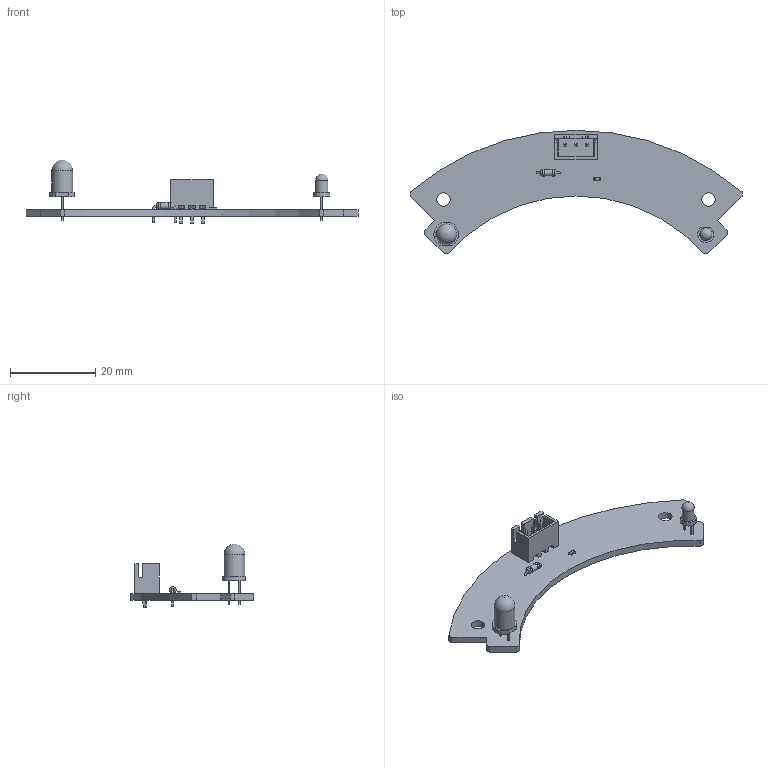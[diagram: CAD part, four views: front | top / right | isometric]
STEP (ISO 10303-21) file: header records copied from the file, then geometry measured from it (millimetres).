
FILE_DESCRIPTION(('KiCad electronic assembly'),'2;1');
FILE_NAME('Catch.step','2024-07-22T03:42:13',('Pcbnew'),('Kicad'), 'Open CASCADE STEP processor 7.7','KiCad to STEP converter','Unknown' );
FILE_SCHEMA(('AUTOMOTIVE_DESIGN { 1 0 10303 214 1 1 1 1 }'));
Length unit declared in the file: millimetre
Products named in the file (12): Catch 1; LED_D3.0mm_Clear; R_0603_1608Metric; R_Axial_DIN0204_L3.6mm_D1.6mm_P5.08mm_Horizontal; R_Axial_DIN0204_L36mm_D16mm_P508mm_Horizontal; LED_D5.0mm; JST_XH_B3B-XH-A_1x03_P2.50mm_Vertical; JST_B3B_XH_A; Catch_PCB
Assembly tree (11 placements, depth 3):
  Catch 1
    LED_D3.0mm_Clear
      LED_D3.0mm_Clear
    R_0603_1608Metric
      R_0603_1608Metric
    R_Axial_DIN0204_L3.6mm_D1.6mm_P5.08mm_Horizontal
      R_Axial_DIN0204_L36mm_D16mm_P508mm_Horizontal
    LED_D5.0mm
      LED_D5.0mm
    JST_XH_B3B-XH-A_1x03_P2.50mm_Vertical
      JST_B3B_XH_A
    Catch_PCB
Bounding box: 78 x 28.93 x 15 mm (x, y, z)
Volume: 2340.1 mm3; surface area: 3590.6 mm2
Topology: 6 solids, 6 shells, 208 faces, 518 edges, 336 vertices
Faces by surface type: plane 177, cylinder 25, torus 4, sphere 2
Full cylindrical faces by diameter (mm): 0.5 x2, 1.44 x1, 1.6 x2, 2.9 x1, 3.2 x2, 4.9 x1
Entity records: 7819 total; most frequent: CARTESIAN_POINT 1272, ORIENTED_EDGE 1032, DIRECTION 1012, EDGE_CURVE 516, LINE 456, VECTOR 456, VERTEX_POINT 336, AXIS2_PLACEMENT_3D 278
